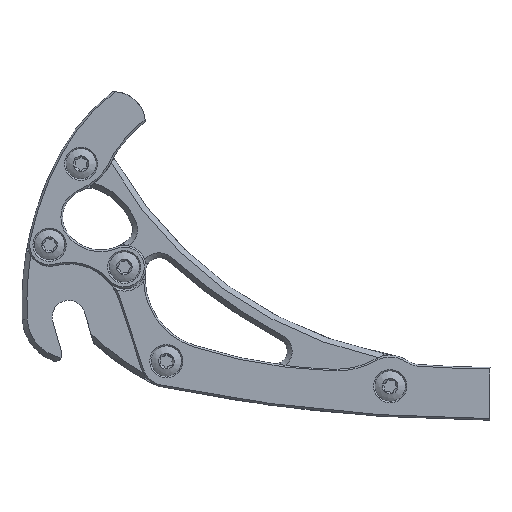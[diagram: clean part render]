
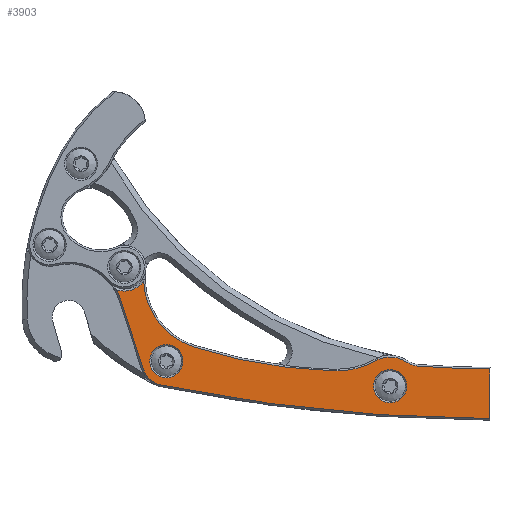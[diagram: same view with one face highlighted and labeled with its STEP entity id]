
A CAD part, top view. The second image highlights one B-rep face of the part: STEP entity #3903.
In plain terms, the highlighted planar face has unit normal (0, 0, 1).
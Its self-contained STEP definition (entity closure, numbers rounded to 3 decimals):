
#360 = DIRECTION ( 'NONE',  ( 0., 0., -1. ) ) ;
#364 = CARTESIAN_POINT ( 'NONE',  ( 80.905, 3.918, 6. ) ) ;
#365 = PLANE ( 'NONE',  #2954 ) ;
#366 = DIRECTION ( 'NONE',  ( 1., 0., 0. ) ) ;
#1246 = EDGE_CURVE ( 'NONE', #6595, #6707, #6414, .T. ) ;
#1247 = EDGE_CURVE ( 'NONE', #6707, #6767, #6415, .T. ) ;
#1248 = EDGE_CURVE ( 'NONE', #5562, #5562, #6412, .T. ) ;
#1259 = EDGE_CURVE ( 'NONE', #6834, #6790, #6430, .T. ) ;
#1260 = EDGE_CURVE ( 'NONE', #6742, #6777, #6433, .T. ) ;
#1261 = EDGE_CURVE ( 'NONE', #6755, #6568, #6434, .T. ) ;
#1264 = EDGE_CURVE ( 'NONE', #6562, #6742, #6437, .T. ) ;
#1269 = EDGE_CURVE ( 'NONE', #6767, #6834, #6444, .T. ) ;
#1273 = EDGE_CURVE ( 'NONE', #6595, #6672, #6449, .T. ) ;
#1274 = EDGE_CURVE ( 'NONE', #5565, #5565, #6448, .T. ) ;
#1277 = EDGE_CURVE ( 'NONE', #6568, #6584, #6453, .T. ) ;
#1278 = EDGE_CURVE ( 'NONE', #6584, #6672, #6451, .T. ) ;
#1380 = EDGE_CURVE ( 'NONE', #6777, #6755, #2199, .T. ) ;
#1386 = EDGE_CURVE ( 'NONE', #6790, #6562, #2208, .T. ) ;
#1509 = EDGE_LOOP ( 'NONE', ( #3891 ) ) ;
#1564 = EDGE_LOOP ( 'NONE', ( #3892 ) ) ;
#1584 = EDGE_LOOP ( 'NONE', ( #3893, #3894, #3895, #3896, #3897, #3898, #3899, #3900, #5928, #5929, #5930, #5931 ) ) ;
#2199 = CIRCLE ( 'NONE', #3186, 24.041 ) ;
#2208 = CIRCLE ( 'NONE', #2886, 7.254 ) ;
#2525 = FACE_OUTER_BOUND ( 'NONE', #1584, .T. ) ;
#2530 = FACE_BOUND ( 'NONE', #1509, .T. ) ;
#2532 = FACE_BOUND ( 'NONE', #1564, .T. ) ;
#2886 = AXIS2_PLACEMENT_3D ( 'NONE', #3528, #3529, #3530 ) ;
#2954 = AXIS2_PLACEMENT_3D ( 'NONE', #364, #360, #366 ) ;
#2979 = AXIS2_PLACEMENT_3D ( 'NONE', #5139, #5140, #5141 ) ;
#3016 = AXIS2_PLACEMENT_3D ( 'NONE', #5122, #5123, #5124 ) ;
#3148 = AXIS2_PLACEMENT_3D ( 'NONE', #5126, #5127, #5128 ) ;
#3149 = AXIS2_PLACEMENT_3D ( 'NONE', #5129, #5130, #5131 ) ;
#3186 = AXIS2_PLACEMENT_3D ( 'NONE', #3508, #3509, #3510 ) ;
#3190 = AXIS2_PLACEMENT_3D ( 'NONE', #5092, #5093, #5094 ) ;
#3191 = AXIS2_PLACEMENT_3D ( 'NONE', #5088, #5089, #5090 ) ;
#3192 = AXIS2_PLACEMENT_3D ( 'NONE', #5095, #5096, #5097 ) ;
#3208 = AXIS2_PLACEMENT_3D ( 'NONE', #5184, #5185, #5186 ) ;
#3210 = AXIS2_PLACEMENT_3D ( 'NONE', #5167, #5168, #5169 ) ;
#3225 = AXIS2_PLACEMENT_3D ( 'NONE', #5188, #5189, #5190 ) ;
#3508 = CARTESIAN_POINT ( 'NONE',  ( 80.725, 7.798, 6. ) ) ;
#3509 = DIRECTION ( 'NONE',  ( 0., 0., 1. ) ) ;
#3510 = DIRECTION ( 'NONE',  ( 1., 0., 0. ) ) ;
#3528 = CARTESIAN_POINT ( 'NONE',  ( 16.73, 15.045, 6. ) ) ;
#3529 = DIRECTION ( 'NONE',  ( 0., 0., 1. ) ) ;
#3530 = DIRECTION ( 'NONE',  ( 1., 0., 0. ) ) ;
#3891 = ORIENTED_EDGE ( 'NONE', *, *, #1248, .T. ) ;
#3892 = ORIENTED_EDGE ( 'NONE', *, *, #1274, .T. ) ;
#3893 = ORIENTED_EDGE ( 'NONE', *, *, #1273, .T. ) ;
#3894 = ORIENTED_EDGE ( 'NONE', *, *, #1278, .F. ) ;
#3895 = ORIENTED_EDGE ( 'NONE', *, *, #1277, .F. ) ;
#3896 = ORIENTED_EDGE ( 'NONE', *, *, #1261, .F. ) ;
#3897 = ORIENTED_EDGE ( 'NONE', *, *, #1380, .F. ) ;
#3898 = ORIENTED_EDGE ( 'NONE', *, *, #1260, .F. ) ;
#3899 = ORIENTED_EDGE ( 'NONE', *, *, #1264, .F. ) ;
#3900 = ORIENTED_EDGE ( 'NONE', *, *, #1386, .F. ) ;
#3903 = ADVANCED_FACE ( 'NONE', ( #2530, #2532, #2525 ), #365, .F. ) ;
#4333 = CARTESIAN_POINT ( 'NONE',  ( 22.549, 10.713, 6. ) ) ;
#4338 = CARTESIAN_POINT ( 'NONE',  ( 101.787, -13.626, 6. ) ) ;
#4352 = CARTESIAN_POINT ( 'NONE',  ( 105.003, -14.772, 6. ) ) ;
#4362 = CARTESIAN_POINT ( 'NONE',  ( 126.821, -30.589, 6. ) ) ;
#4439 = CARTESIAN_POINT ( 'NONE',  ( 126.849, -15.652, 6. ) ) ;
#4473 = CARTESIAN_POINT ( 'NONE',  ( 27.934, -20.516, 6. ) ) ;
#4508 = CARTESIAN_POINT ( 'NONE',  ( 37.592, -9.002, 6. ) ) ;
#4521 = CARTESIAN_POINT ( 'NONE',  ( 92.479, -13.173, 6. ) ) ;
#4533 = CARTESIAN_POINT ( 'NONE',  ( 22.413, -15.586, 6. ) ) ;
#4543 = CARTESIAN_POINT ( 'NONE',  ( 80.135, -16.235, 6. ) ) ;
#4556 = CARTESIAN_POINT ( 'NONE',  ( 14.315, 8.205, 6. ) ) ;
#4564 = CARTESIAN_POINT ( 'NONE',  ( 15.692, 5.099, 6. ) ) ;
#4617 = CARTESIAN_POINT ( 'NONE',  ( 24.402, -13.315, 6. ) ) ;
#4620 = CARTESIAN_POINT ( 'NONE',  ( 91.772, -20.832, 6. ) ) ;
#5088 = CARTESIAN_POINT ( 'NONE',  ( 127.748, 468.91, 6. ) ) ;
#5089 = DIRECTION ( 'NONE',  ( 0., 0., -1. ) ) ;
#5090 = DIRECTION ( 'NONE',  ( 1., 0., 0. ) ) ;
#5092 = CARTESIAN_POINT ( 'NONE',  ( 29.402, -13.315, 6. ) ) ;
#5093 = DIRECTION ( 'NONE',  ( 0., 0., -1. ) ) ;
#5094 = DIRECTION ( 'NONE',  ( 1., 0., 0. ) ) ;
#5095 = CARTESIAN_POINT ( 'NONE',  ( 29.402, -13.315, 6. ) ) ;
#5096 = DIRECTION ( 'NONE',  ( 0., 0., -1. ) ) ;
#5097 = DIRECTION ( 'NONE',  ( -1., 0., 0. ) ) ;
#5122 = CARTESIAN_POINT ( 'NONE',  ( 0., 0., 6. ) ) ;
#5123 = DIRECTION ( 'NONE',  ( 0., 0., 1. ) ) ;
#5124 = DIRECTION ( 'NONE',  ( 1., 0., 0. ) ) ;
#5126 = CARTESIAN_POINT ( 'NONE',  ( 83.829, 134.219, 6. ) ) ;
#5127 = DIRECTION ( 'NONE',  ( 0., 0., 1. ) ) ;
#5128 = DIRECTION ( 'NONE',  ( 1., 0., 0. ) ) ;
#5129 = CARTESIAN_POINT ( 'NONE',  ( 96.772, -20.832, 6. ) ) ;
#5130 = DIRECTION ( 'NONE',  ( 0., 0., -1. ) ) ;
#5131 = DIRECTION ( 'NONE',  ( 1., 0., 0. ) ) ;
#5139 = CARTESIAN_POINT ( 'NONE',  ( 44.273, 11.692, 6. ) ) ;
#5140 = DIRECTION ( 'NONE',  ( 0., 0., 1. ) ) ;
#5141 = DIRECTION ( 'NONE',  ( 1., 0., 0. ) ) ;
#5147 = CARTESIAN_POINT ( 'NONE',  ( 15.692, 5.099, 6. ) ) ;
#5156 = DIRECTION ( 'NONE',  ( -0.309, 0.951, 0. ) ) ;
#5163 = CARTESIAN_POINT ( 'NONE',  ( 126.85, -15.152, 6. ) ) ;
#5164 = DIRECTION ( 'NONE',  ( 0.002, 1., 0. ) ) ;
#5167 = CARTESIAN_POINT ( 'NONE',  ( 96.772, -20.832, 6. ) ) ;
#5168 = DIRECTION ( 'NONE',  ( 0., 0., -1. ) ) ;
#5169 = DIRECTION ( 'NONE',  ( -1., 0., 0. ) ) ;
#5184 = CARTESIAN_POINT ( 'NONE',  ( 105.5, -8.291, 6. ) ) ;
#5185 = DIRECTION ( 'NONE',  ( 0., 0., 1. ) ) ;
#5186 = DIRECTION ( 'NONE',  ( 1., 0., 0. ) ) ;
#5188 = CARTESIAN_POINT ( 'NONE',  ( 128.01, 284.846, 6. ) ) ;
#5189 = DIRECTION ( 'NONE',  ( 0., 0., 1. ) ) ;
#5190 = DIRECTION ( 'NONE',  ( 1., 0., 0. ) ) ;
#5562 = VERTEX_POINT ( 'NONE', #4617 ) ;
#5565 = VERTEX_POINT ( 'NONE', #4620 ) ;
#5928 = ORIENTED_EDGE ( 'NONE', *, *, #1259, .F. ) ;
#5929 = ORIENTED_EDGE ( 'NONE', *, *, #1269, .F. ) ;
#5930 = ORIENTED_EDGE ( 'NONE', *, *, #1247, .F. ) ;
#5931 = ORIENTED_EDGE ( 'NONE', *, *, #1246, .F. ) ;
#6412 = CIRCLE ( 'NONE', #3192, 5. ) ;
#6414 = CIRCLE ( 'NONE', #3191, 499.5 ) ;
#6415 = CIRCLE ( 'NONE', #3190, 7.349 ) ;
#6430 = CIRCLE ( 'NONE', #3016, 16.5 ) ;
#6433 = CIRCLE ( 'NONE', #3148, 150.5 ) ;
#6434 = CIRCLE ( 'NONE', #3149, 8.78 ) ;
#6437 = CIRCLE ( 'NONE', #2979, 21.747 ) ;
#6444 = LINE ( 'NONE', #5147, #6446 ) ;
#6446 = VECTOR ( 'NONE', #5156, 1000. ) ;
#6448 = CIRCLE ( 'NONE', #3210, 5. ) ;
#6449 = LINE ( 'NONE', #5163, #6452 ) ;
#6451 = CIRCLE ( 'NONE', #3225, 300.5 ) ;
#6452 = VECTOR ( 'NONE', #5164, 1000. ) ;
#6453 = CIRCLE ( 'NONE', #3208, 6.5 ) ;
#6562 = VERTEX_POINT ( 'NONE', #4333 ) ;
#6568 = VERTEX_POINT ( 'NONE', #4338 ) ;
#6584 = VERTEX_POINT ( 'NONE', #4352 ) ;
#6595 = VERTEX_POINT ( 'NONE', #4362 ) ;
#6672 = VERTEX_POINT ( 'NONE', #4439 ) ;
#6707 = VERTEX_POINT ( 'NONE', #4473 ) ;
#6742 = VERTEX_POINT ( 'NONE', #4508 ) ;
#6755 = VERTEX_POINT ( 'NONE', #4521 ) ;
#6767 = VERTEX_POINT ( 'NONE', #4533 ) ;
#6777 = VERTEX_POINT ( 'NONE', #4543 ) ;
#6790 = VERTEX_POINT ( 'NONE', #4556 ) ;
#6834 = VERTEX_POINT ( 'NONE', #4564 ) ;
